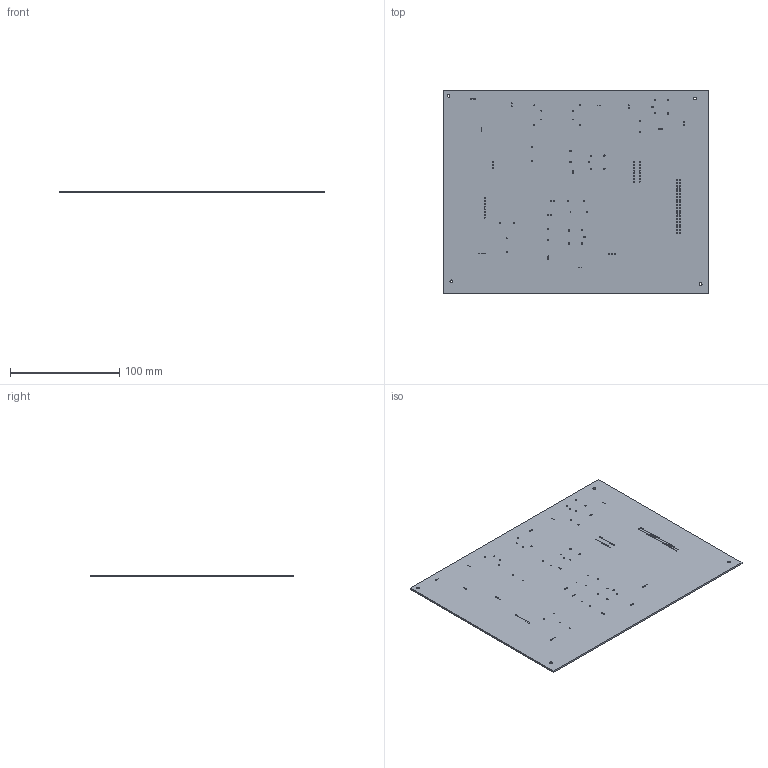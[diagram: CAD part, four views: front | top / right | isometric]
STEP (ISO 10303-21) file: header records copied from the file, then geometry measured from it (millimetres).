
FILE_DESCRIPTION(('KiCad electronic assembly'),'2;1');
FILE_NAME('Test.step','2023-04-17T16:18:32',('Pcbnew'),('Kicad'), 'Open CASCADE STEP processor 7.6','KiCad to STEP converter','Unknown' );
FILE_SCHEMA(('AUTOMOTIVE_DESIGN { 1 0 10303 214 1 1 1 1 }'));
Length unit declared in the file: millimetre
Products named in the file (2): Test 1; Test PCB
Assembly tree (1 placements, depth 2):
  Test 1
    Test PCB
Bounding box: 243.84 x 186.69 x 1.6 mm (x, y, z)
Volume: 72650.3 mm3; surface area: 92892.9 mm2
Topology: 1 solids, 1 shells, 152 faces, 450 edges, 300 vertices
Faces by surface type: cylinder 146, plane 6
Full cylindrical faces by diameter (mm): 0.5 x10, 0.75 x9, 0.762 x10, 0.8 x10, 0.862 x4, 0.9 x34, 1 x50, 1.1 x6, 1.3 x9, 2.5 x4
Entity records: 12623 total; most frequent: CARTESIAN_POINT 3556, DIRECTION 1658, ORIENTED_EDGE 900, PCURVE 900, DEFINITIONAL_REPRESENTATION 900, LINE 766, VECTOR 766, EDGE_CURVE 450
